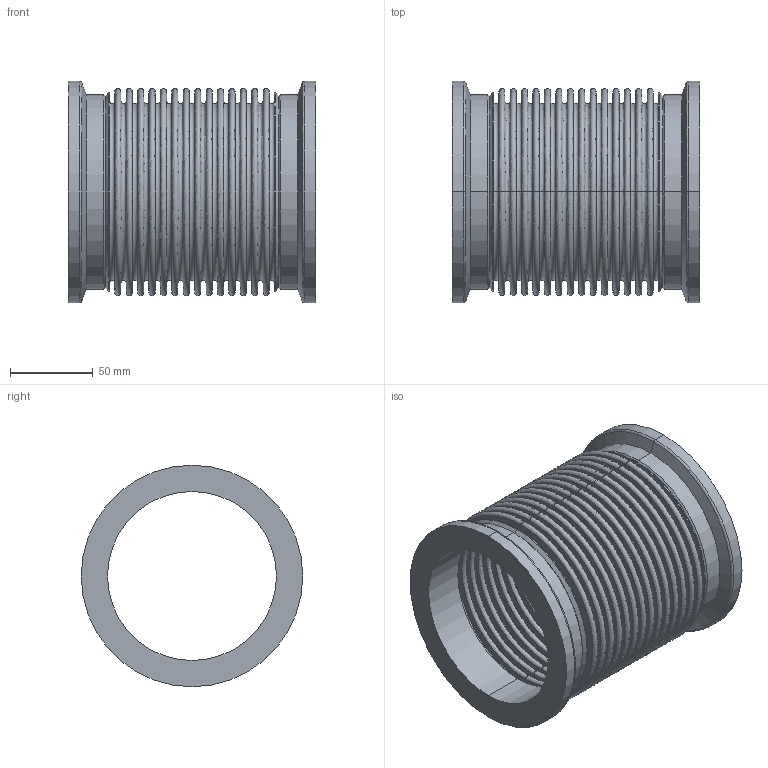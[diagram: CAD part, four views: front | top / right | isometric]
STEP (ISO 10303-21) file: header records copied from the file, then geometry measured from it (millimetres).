
FILE_DESCRIPTION( (''), '2;1');
FILE_NAME ('CAD714.5332.KF100_17284.stp','2017-01-24T16:00:10',(''),(''),'spGate 12.6.6','','');
FILE_SCHEMA (('AUTOMOTIVE_DESIGN'));
Length unit declared in the file: millimetre
Products named in the file (4): Assembly; KF100-1; KF100-2; KF100-2_mr
Assembly tree (3 placements, depth 2):
  Assembly
    KF100-1
    KF100-2
    KF100-2_mr
Bounding box: 150 x 134 x 134 mm (x, y, z)
Volume: 214534.6 mm3; surface area: 300574.3 mm2
Topology: 3 solids, 3 shells, 216 faces, 432 edges, 280 vertices
Faces by surface type: bspline 132, plane 64, cylinder 20
Entity records: 12352 total; most frequent: CARTESIAN_POINT 4540, ORIENTED_EDGE 864, DIRECTION 744, COLOUR_RGB 651, PRESENTATION_STYLE_ASSIGNMENT 651, STYLED_ITEM 651, EDGE_CURVE 432, DRAUGHTING_PRE_DEFINED_CURVE_FONT 432
